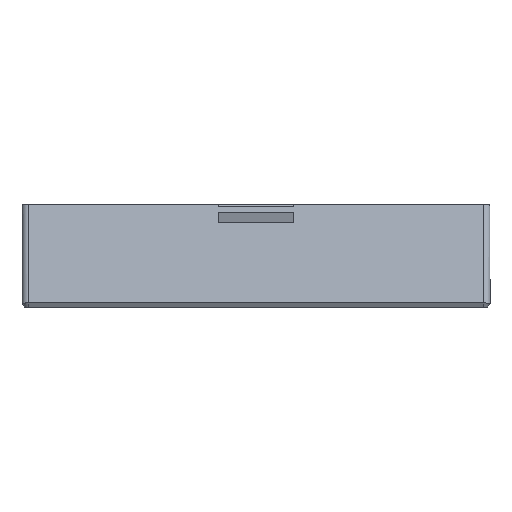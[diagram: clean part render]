
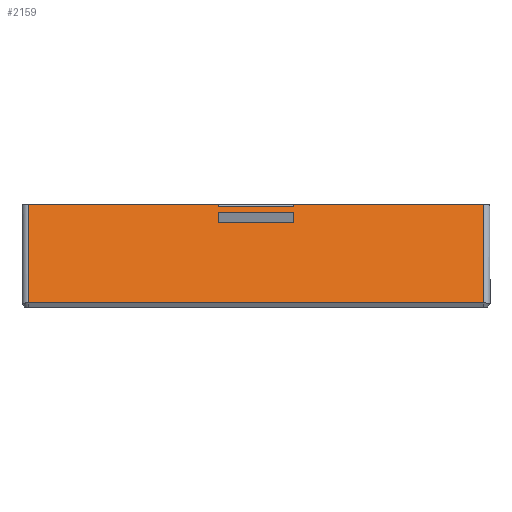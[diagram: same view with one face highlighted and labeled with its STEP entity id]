
A CAD part, front view. The second image highlights one B-rep face of the part: STEP entity #2159.
In plain terms, the highlighted planar face has unit normal (0, -0.966, 0.259).
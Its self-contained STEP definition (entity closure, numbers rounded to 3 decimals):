
#203 = VERTEX_POINT ( 'NONE', #4074 ) ;
#278 = VECTOR ( 'NONE', #674, 1000. ) ;
#378 = DIRECTION ( 'NONE',  ( 0., -0.259, -0.966 ) ) ;
#384 = CARTESIAN_POINT ( 'NONE',  ( 109., -64.542, 2.366 ) ) ;
#415 = AXIS2_PLACEMENT_3D ( 'NONE', #2823, #5287, #2360 ) ;
#459 = ORIENTED_EDGE ( 'NONE', *, *, #5520, .T. ) ;
#492 = VECTOR ( 'NONE', #2956, 1000. ) ;
#500 = VECTOR ( 'NONE', #1015, 1000. ) ;
#652 = VERTEX_POINT ( 'NONE', #4275 ) ;
#674 = DIRECTION ( 'NONE',  ( 1., 0., 0. ) ) ;
#712 = CARTESIAN_POINT ( 'NONE',  ( -18., -51.874, 49.647 ) ) ;
#894 = VERTEX_POINT ( 'NONE', #2586 ) ;
#907 = EDGE_CURVE ( 'NONE', #203, #5534, #2842, .T. ) ;
#912 = EDGE_CURVE ( 'NONE', #1618, #2912, #2692, .T. ) ;
#955 = CARTESIAN_POINT ( 'NONE',  ( -18., -54.203, 40.953 ) ) ;
#1015 = DIRECTION ( 'NONE',  ( 1., 0., 0. ) ) ;
#1076 = DIRECTION ( 'NONE',  ( 1., 0., 0. ) ) ;
#1105 = CARTESIAN_POINT ( 'NONE',  ( -18., -52.184, 48.488 ) ) ;
#1194 = ORIENTED_EDGE ( 'NONE', *, *, #4119, .T. ) ;
#1393 = CARTESIAN_POINT ( 'NONE',  ( -18., -51.874, 49.647 ) ) ;
#1425 = EDGE_CURVE ( 'NONE', #4864, #2160, #4599, .T. ) ;
#1542 = CARTESIAN_POINT ( 'NONE',  ( 109., -51.874, 49.647 ) ) ;
#1618 = VERTEX_POINT ( 'NONE', #1393 ) ;
#1725 = VECTOR ( 'NONE', #4102, 1000. ) ;
#2066 = EDGE_CURVE ( 'NONE', #5534, #894, #5877, .T. ) ;
#2109 = CARTESIAN_POINT ( 'NONE',  ( -18., -54.203, 40.953 ) ) ;
#2155 = VECTOR ( 'NONE', #378, 1000. ) ;
#2159 = ADVANCED_FACE ( 'NONE', ( #2985, #4282 ), #4309, .T. ) ;
#2160 = VERTEX_POINT ( 'NONE', #3311 ) ;
#2235 = LINE ( 'NONE', #4127, #4823 ) ;
#2250 = EDGE_CURVE ( 'NONE', #4864, #652, #5584, .T. ) ;
#2295 = ORIENTED_EDGE ( 'NONE', *, *, #4979, .T. ) ;
#2360 = DIRECTION ( 'NONE',  ( 0., -0.259, -0.966 ) ) ;
#2395 = DIRECTION ( 'NONE',  ( 0., -0.259, -0.966 ) ) ;
#2457 = EDGE_CURVE ( 'NONE', #2912, #652, #5799, .T. ) ;
#2534 = VECTOR ( 'NONE', #3566, 1000. ) ;
#2586 = CARTESIAN_POINT ( 'NONE',  ( 18., -54.203, 40.953 ) ) ;
#2659 = DIRECTION ( 'NONE',  ( 0., -0.259, -0.966 ) ) ;
#2690 = VECTOR ( 'NONE', #4999, 1000. ) ;
#2692 = LINE ( 'NONE', #712, #1725 ) ;
#2823 = CARTESIAN_POINT ( 'NONE',  ( -112., -51.874, 49.647 ) ) ;
#2842 = LINE ( 'NONE', #6001, #278 ) ;
#2892 = CARTESIAN_POINT ( 'NONE',  ( 18., -51.874, 49.647 ) ) ;
#2909 = LINE ( 'NONE', #2927, #500 ) ;
#2912 = VERTEX_POINT ( 'NONE', #1105 ) ;
#2927 = CARTESIAN_POINT ( 'NONE',  ( 109., -64.542, 2.366 ) ) ;
#2945 = CARTESIAN_POINT ( 'NONE',  ( -18., -54.203, 40.953 ) ) ;
#2956 = DIRECTION ( 'NONE',  ( 0., 0.259, 0.966 ) ) ;
#2985 = FACE_BOUND ( 'NONE', #4541, .T. ) ;
#3140 = VERTEX_POINT ( 'NONE', #3281 ) ;
#3221 = ORIENTED_EDGE ( 'NONE', *, *, #912, .F. ) ;
#3260 = CARTESIAN_POINT ( 'NONE',  ( 18., -54.203, 40.953 ) ) ;
#3268 = CARTESIAN_POINT ( 'NONE',  ( -18., -52.184, 48.488 ) ) ;
#3281 = CARTESIAN_POINT ( 'NONE',  ( -109., -64.542, 2.366 ) ) ;
#3311 = CARTESIAN_POINT ( 'NONE',  ( 109., -51.874, 49.647 ) ) ;
#3371 = VECTOR ( 'NONE', #3778, 1000. ) ;
#3428 = ORIENTED_EDGE ( 'NONE', *, *, #1425, .F. ) ;
#3442 = CARTESIAN_POINT ( 'NONE',  ( -112., -51.874, 49.647 ) ) ;
#3510 = ORIENTED_EDGE ( 'NONE', *, *, #6011, .F. ) ;
#3566 = DIRECTION ( 'NONE',  ( 1., 0., 0. ) ) ;
#3617 = VECTOR ( 'NONE', #1076, 1000. ) ;
#3620 = EDGE_CURVE ( 'NONE', #4360, #1618, #2235, .T. ) ;
#3778 = DIRECTION ( 'NONE',  ( 1., 0., 0. ) ) ;
#3836 = VECTOR ( 'NONE', #2659, 1000. ) ;
#3994 = LINE ( 'NONE', #4955, #2690 ) ;
#4074 = CARTESIAN_POINT ( 'NONE',  ( -18., -52.909, 45.783 ) ) ;
#4102 = DIRECTION ( 'NONE',  ( 0., -0.259, -0.966 ) ) ;
#4119 = EDGE_CURVE ( 'NONE', #4360, #3140, #3994, .T. ) ;
#4127 = CARTESIAN_POINT ( 'NONE',  ( -112., -51.874, 49.647 ) ) ;
#4135 = LINE ( 'NONE', #2109, #2534 ) ;
#4157 = ORIENTED_EDGE ( 'NONE', *, *, #3620, .F. ) ;
#4173 = EDGE_CURVE ( 'NONE', #4989, #894, #4135, .T. ) ;
#4198 = LINE ( 'NONE', #1542, #492 ) ;
#4234 = EDGE_LOOP ( 'NONE', ( #1194, #2295, #459, #3428, #5445, #4992, #3221, #4157 ) ) ;
#4275 = CARTESIAN_POINT ( 'NONE',  ( 18., -52.184, 48.488 ) ) ;
#4282 = FACE_OUTER_BOUND ( 'NONE', #4234, .T. ) ;
#4309 = PLANE ( 'NONE',  #415 ) ;
#4342 = ORIENTED_EDGE ( 'NONE', *, *, #907, .T. ) ;
#4360 = VERTEX_POINT ( 'NONE', #5715 ) ;
#4541 = EDGE_LOOP ( 'NONE', ( #5300, #3510, #4342, #5918 ) ) ;
#4599 = LINE ( 'NONE', #3442, #3617 ) ;
#4750 = CARTESIAN_POINT ( 'NONE',  ( 18., -51.874, 49.647 ) ) ;
#4816 = VERTEX_POINT ( 'NONE', #384 ) ;
#4823 = VECTOR ( 'NONE', #5103, 1000. ) ;
#4864 = VERTEX_POINT ( 'NONE', #4750 ) ;
#4955 = CARTESIAN_POINT ( 'NONE',  ( -109., -65.176, 0. ) ) ;
#4979 = EDGE_CURVE ( 'NONE', #3140, #4816, #2909, .T. ) ;
#4989 = VERTEX_POINT ( 'NONE', #2945 ) ;
#4992 = ORIENTED_EDGE ( 'NONE', *, *, #2457, .F. ) ;
#4999 = DIRECTION ( 'NONE',  ( 0., -0.259, -0.966 ) ) ;
#5103 = DIRECTION ( 'NONE',  ( 1., 0., 0. ) ) ;
#5287 = DIRECTION ( 'NONE',  ( 0., -0.966, 0.259 ) ) ;
#5300 = ORIENTED_EDGE ( 'NONE', *, *, #4173, .F. ) ;
#5445 = ORIENTED_EDGE ( 'NONE', *, *, #2250, .T. ) ;
#5520 = EDGE_CURVE ( 'NONE', #4816, #2160, #4198, .T. ) ;
#5534 = VERTEX_POINT ( 'NONE', #5894 ) ;
#5584 = LINE ( 'NONE', #2892, #3836 ) ;
#5646 = VECTOR ( 'NONE', #2395, 1000. ) ;
#5715 = CARTESIAN_POINT ( 'NONE',  ( -109., -51.874, 49.647 ) ) ;
#5799 = LINE ( 'NONE', #3268, #3371 ) ;
#5877 = LINE ( 'NONE', #3260, #2155 ) ;
#5894 = CARTESIAN_POINT ( 'NONE',  ( 18., -52.909, 45.783 ) ) ;
#5918 = ORIENTED_EDGE ( 'NONE', *, *, #2066, .T. ) ;
#6001 = CARTESIAN_POINT ( 'NONE',  ( -18., -52.909, 45.783 ) ) ;
#6011 = EDGE_CURVE ( 'NONE', #203, #4989, #6096, .T. ) ;
#6096 = LINE ( 'NONE', #955, #5646 ) ;
